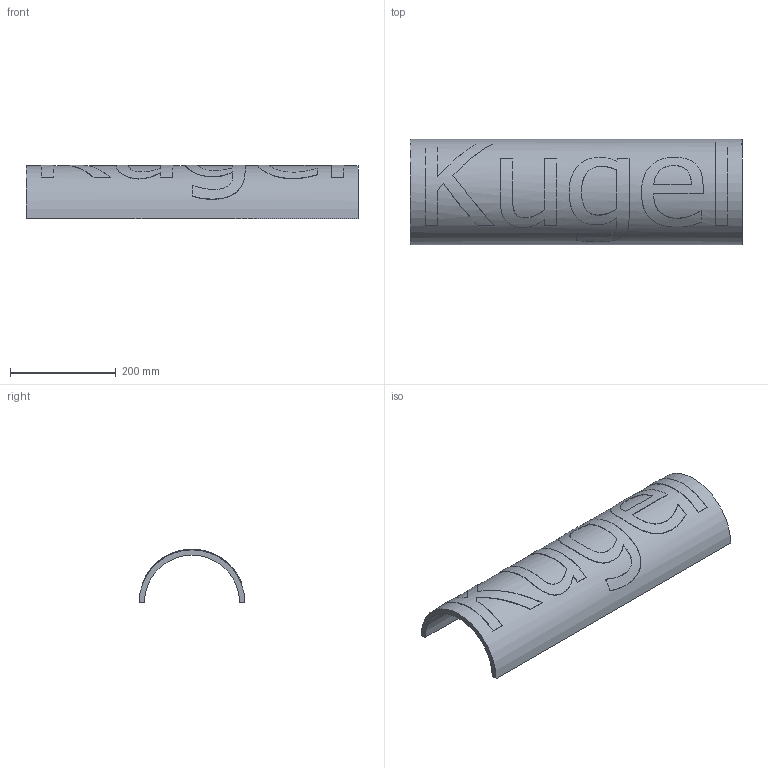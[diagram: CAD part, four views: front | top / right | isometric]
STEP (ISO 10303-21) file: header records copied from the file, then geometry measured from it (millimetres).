
FILE_DESCRIPTION((''),'2;1');
FILE_NAME('Kugel-biegen-Zwischenstadium-IV2013-2015-05-16-RS.stp','2015-05-16T23:29:46',('Roland'),(''),'Autodesk Inventor 2013','Autodesk Inventor 2013','');
FILE_SCHEMA(('AUTOMOTIVE_DESIGN { 1 0 10303 214 1 1 1 1 }'));
Length unit declared in the file: millimetre
Products named in the file (1): Kugel-biegen-2015-05-16-RS
Bounding box: 628 x 200 x 100.93 mm (x, y, z)
Volume: 1913236.2 mm3; surface area: 397417.5 mm2
Topology: 1 solids, 1 shells, 88 faces, 237 edges, 158 vertices
Faces by surface type: bspline 45, plane 34, cylinder 9
Entity records: 4172 total; most frequent: CARTESIAN_POINT 2202, ORIENTED_EDGE 474, DIRECTION 268, EDGE_CURVE 237, VERTEX_POINT 158, VECTOR 108, LINE 108, EDGE_LOOP 95
